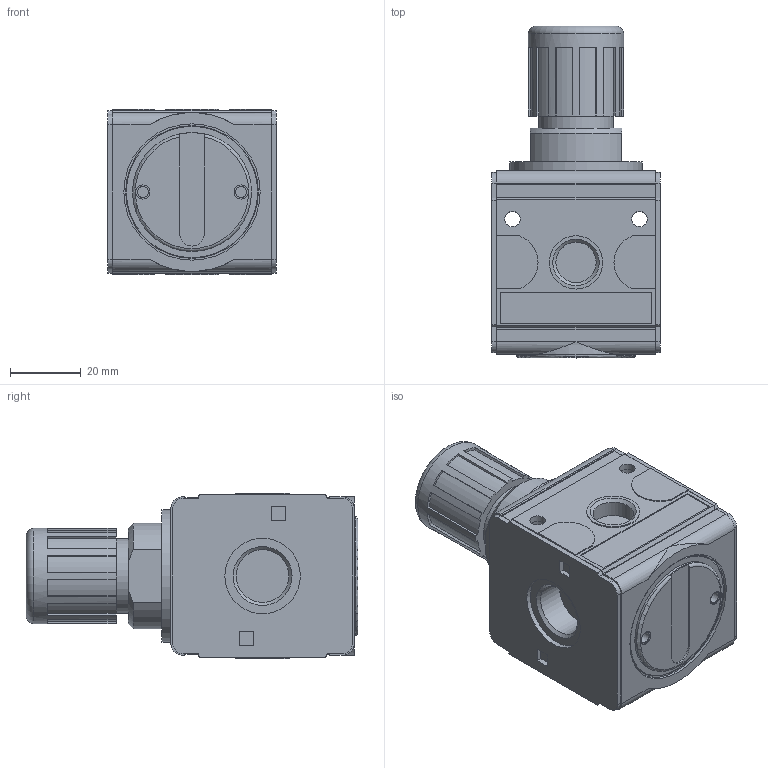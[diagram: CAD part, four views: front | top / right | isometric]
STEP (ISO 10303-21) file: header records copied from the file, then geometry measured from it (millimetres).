
FILE_DESCRIPTION(/* description */ ('STEP AP214'),/* implementation_level */ '2;1');
FILE_NAME(/* name */ '005050',/* time_stamp */ '2026-03-18T11:50:02+01:00',/* author */ ('License CC BY-ND 4.0'),/* organization */ ('CADENAS'),/* preprocessor_version */ 'ST-DEVELOPER v20',/* originating_system */ 'PARTsolutions',/* authorisation */ ' ');
FILE_SCHEMA (('AUTOMOTIVE_DESIGN {1 0 10303 214 3 1 1}'));
Length unit declared in the file: millimetre
Products named in the file (2): 005050; R 12 - 3-00020-G
Assembly tree (1 placements, depth 2):
  005050
    R 12 - 3-00020-G
Bounding box: 47.8 x 94 x 47 mm (x, y, z)
Volume: 131218.6 mm3; surface area: 21534.6 mm2
Topology: 1 solids, 1 shells, 247 faces, 618 edges, 410 vertices
Faces by surface type: plane 174, cylinder 57, cone 12, torus 4
Full cylindrical faces by diameter (mm): 3.2 x2, 4 x2, 4.4 x4, 11.445 x1, 14.95 x2, 15.1 x2, 19.5 x1, 21 x1, 21.4 x1, 23.2 x1, 27 x1, 33.7 x1, 37.5 x1, 37.6 x1, 38.6 x1
Entity records: 8930 total; most frequent: CARTESIAN_POINT 1277, DIRECTION 1218, ORIENTED_EDGE 1154, EDGE_CURVE 577, LINE 410, VECTOR 410, AXIS2_PLACEMENT_3D 404, VERTEX_POINT 403
